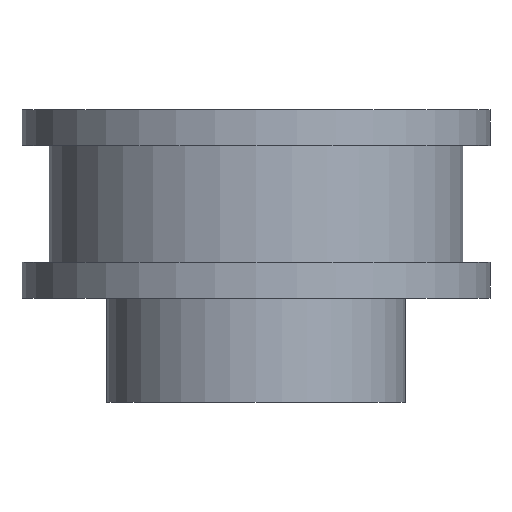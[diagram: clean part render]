
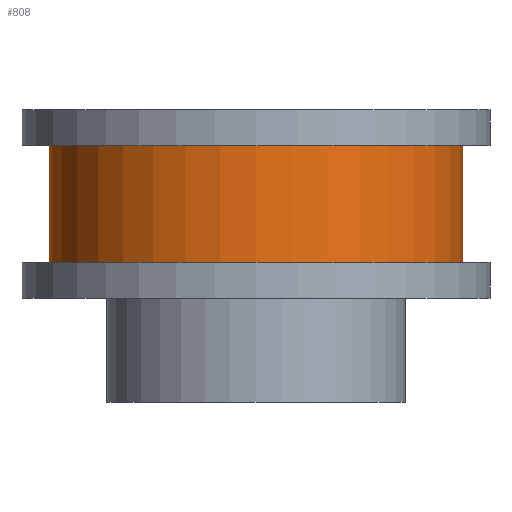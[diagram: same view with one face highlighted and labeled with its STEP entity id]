
A CAD part, front view. The second image highlights one B-rep face of the part: STEP entity #808.
In plain terms, the highlighted cylindrical face has radius 15.915 mm (diameter 31.83 mm), a partial arc.
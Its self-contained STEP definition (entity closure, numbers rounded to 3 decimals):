
#8 = DIRECTION ( 'NONE',  ( 0., 0., 1. ) ) ;
#9 = LINE ( 'NONE', #650, #52 ) ;
#25 = CARTESIAN_POINT ( 'NONE',  ( 0., 0., 11.75 ) ) ;
#52 = VECTOR ( 'NONE', #1074, 1000. ) ;
#61 = EDGE_CURVE ( 'NONE', #507, #70, #9, .T. ) ;
#70 = VERTEX_POINT ( 'NONE', #818 ) ;
#83 = CIRCLE ( 'NONE', #426, 15.915 ) ;
#94 = DIRECTION ( 'NONE',  ( 1., 0., 0. ) ) ;
#115 = CARTESIAN_POINT ( 'NONE',  ( -15.915, 0., 11.75 ) ) ;
#127 = VECTOR ( 'NONE', #736, 1000. ) ;
#150 = CARTESIAN_POINT ( 'NONE',  ( -15.915, 0., 2.75 ) ) ;
#187 = CARTESIAN_POINT ( 'NONE',  ( 0., 0., 2.75 ) ) ;
#322 = VERTEX_POINT ( 'NONE', #1083 ) ;
#325 = AXIS2_PLACEMENT_3D ( 'NONE', #25, #982, #367 ) ;
#356 = AXIS2_PLACEMENT_3D ( 'NONE', #187, #469, #728 ) ;
#361 = FACE_OUTER_BOUND ( 'NONE', #734, .T. ) ;
#367 = DIRECTION ( 'NONE',  ( -1., 0., 0. ) ) ;
#426 = AXIS2_PLACEMENT_3D ( 'NONE', #717, #8, #94 ) ;
#469 = DIRECTION ( 'NONE',  ( 0., 0., 1. ) ) ;
#507 = VERTEX_POINT ( 'NONE', #1102 ) ;
#518 = VERTEX_POINT ( 'NONE', #150 ) ;
#553 = ORIENTED_EDGE ( 'NONE', *, *, #61, .F. ) ;
#650 = CARTESIAN_POINT ( 'NONE',  ( 15.915, 0., 11.75 ) ) ;
#685 = CIRCLE ( 'NONE', #356, 15.915 ) ;
#717 = CARTESIAN_POINT ( 'NONE',  ( 0., 0., 11.75 ) ) ;
#719 = LINE ( 'NONE', #115, #127 ) ;
#720 = EDGE_CURVE ( 'NONE', #322, #507, #83, .T. ) ;
#728 = DIRECTION ( 'NONE',  ( 1., 0., 0. ) ) ;
#734 = EDGE_LOOP ( 'NONE', ( #553, #986, #901, #1022 ) ) ;
#736 = DIRECTION ( 'NONE',  ( 0., 0., -1. ) ) ;
#808 = ADVANCED_FACE ( 'NONE', ( #361 ), #994, .T. ) ;
#818 = CARTESIAN_POINT ( 'NONE',  ( 15.915, 0., 2.75 ) ) ;
#836 = EDGE_CURVE ( 'NONE', #322, #518, #719, .T. ) ;
#895 = EDGE_CURVE ( 'NONE', #518, #70, #685, .T. ) ;
#901 = ORIENTED_EDGE ( 'NONE', *, *, #836, .T. ) ;
#982 = DIRECTION ( 'NONE',  ( 0., 0., -1. ) ) ;
#986 = ORIENTED_EDGE ( 'NONE', *, *, #720, .F. ) ;
#994 = CYLINDRICAL_SURFACE ( 'NONE', #325, 15.915 ) ;
#1022 = ORIENTED_EDGE ( 'NONE', *, *, #895, .T. ) ;
#1074 = DIRECTION ( 'NONE',  ( 0., 0., -1. ) ) ;
#1083 = CARTESIAN_POINT ( 'NONE',  ( -15.915, 0., 11.75 ) ) ;
#1102 = CARTESIAN_POINT ( 'NONE',  ( 15.915, 0., 11.75 ) ) ;
